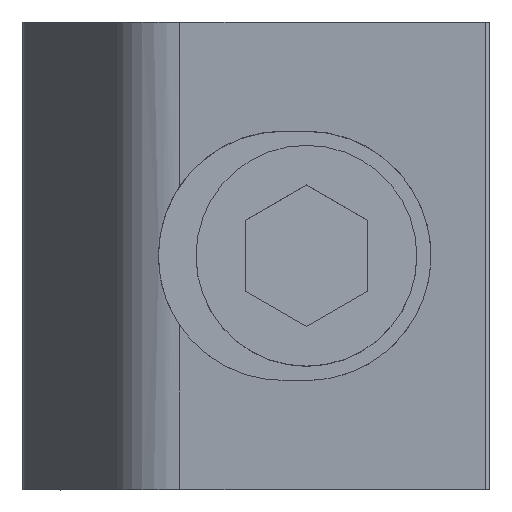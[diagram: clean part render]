
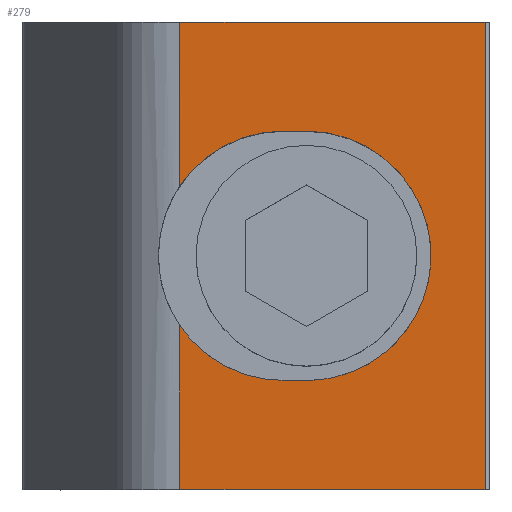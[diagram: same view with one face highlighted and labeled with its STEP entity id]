
A CAD part, top view. The second image highlights one B-rep face of the part: STEP entity #279.
In plain terms, the highlighted planar face has unit normal (-0.088, 0, 0.996).
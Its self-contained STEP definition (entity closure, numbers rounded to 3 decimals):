
#48 = CARTESIAN_POINT ( 'NONE',  ( -10.317, -5.697, 23.844 ) ) ;
#78 = CARTESIAN_POINT ( 'NONE',  ( -8.387, -8.547, 24.014 ) ) ;
#107 = VERTEX_POINT ( 'NONE', #639 ) ;
#119 = DIRECTION ( 'NONE',  ( 0.088, 0., -0.996 ) ) ;
#136 = ORIENTED_EDGE ( 'NONE', *, *, #748, .T. ) ;
#148 = PLANE ( 'NONE',  #1129 ) ;
#162 = CARTESIAN_POINT ( 'NONE',  ( -10.317, 5.697, 23.844 ) ) ;
#168 = ORIENTED_EDGE ( 'NONE', *, *, #375, .T. ) ;
#207 = VERTEX_POINT ( 'NONE', #781 ) ;
#217 = VERTEX_POINT ( 'NONE', #650 ) ;
#228 = VERTEX_POINT ( 'NONE', #1345 ) ;
#236 = VECTOR ( 'NONE', #331, 1000. ) ;
#253 = CARTESIAN_POINT ( 'NONE',  ( 14.624, -19.05, 26.037 ) ) ;
#255 = EDGE_CURVE ( 'NONE', #995, #107, #1594, .T. ) ;
#279 = ADVANCED_FACE ( 'NONE', ( #548 ), #148, .F. ) ;
#280 = DIRECTION ( 'NONE',  ( 0., -1., 0. ) ) ;
#281 = CARTESIAN_POINT ( 'NONE',  ( -10.317, -19.05, 23.844 ) ) ;
#290 = CARTESIAN_POINT ( 'NONE',  ( -5.347, 10.16, 24.281 ) ) ;
#300 = CARTESIAN_POINT ( 'NONE',  ( 14.624, -10.16, 26.037 ) ) ;
#331 = DIRECTION ( 'NONE',  ( 0., -1., 0. ) ) ;
#371 = EDGE_CURVE ( 'NONE', #1316, #507, #926, .T. ) ;
#375 = EDGE_CURVE ( 'NONE', #507, #1628, #807, .T. ) ;
#388 = DIRECTION ( 'NONE',  ( 0., -1., 0. ) ) ;
#408 = CARTESIAN_POINT ( 'NONE',  ( -10.317, 19.05, 23.844 ) ) ;
#412 = CARTESIAN_POINT ( 'NONE',  ( 0., -10.16, 24.751 ) ) ;
#443 = EDGE_CURVE ( 'NONE', #995, #207, #1562, .T. ) ;
#457 = CARTESIAN_POINT ( 'NONE',  ( -5.347, -10.16, 24.281 ) ) ;
#481 = CARTESIAN_POINT ( 'NONE',  ( -10.317, -5.697, 23.844 ) ) ;
#504 =( BOUNDED_CURVE ( )  B_SPLINE_CURVE ( 3, ( #540, #1080, #1599, #412 ),
 .UNSPECIFIED., .F., .T. ) 
 B_SPLINE_CURVE_WITH_KNOTS ( ( 4, 4 ),
 ( 4.712, 7.854 ),
 .UNSPECIFIED. ) 
 CURVE ( )  GEOMETRIC_REPRESENTATION_ITEM ( )  RATIONAL_B_SPLINE_CURVE ( ( 1., 0.333, 0.333, 1. ) ) 
 REPRESENTATION_ITEM ( '' )  );
#507 = VERTEX_POINT ( 'NONE', #281 ) ;
#517 = ORIENTED_EDGE ( 'NONE', *, *, #443, .F. ) ;
#537 = CARTESIAN_POINT ( 'NONE',  ( 14.624, 19.05, 26.037 ) ) ;
#540 = CARTESIAN_POINT ( 'NONE',  ( 0., 10.16, 24.751 ) ) ;
#547 = VECTOR ( 'NONE', #1089, 1000. ) ;
#548 = FACE_OUTER_BOUND ( 'NONE', #731, .T. ) ;
#551 = LINE ( 'NONE', #300, #547 ) ;
#595 = CARTESIAN_POINT ( 'NONE',  ( 14.624, 19.05, 26.037 ) ) ;
#624 =( BOUNDED_CURVE ( )  B_SPLINE_CURVE ( 3, ( #744, #457, #78, #481 ),
 .UNSPECIFIED., .F., .T. ) 
 B_SPLINE_CURVE_WITH_KNOTS ( ( 4, 4 ),
 ( 1.571, 2.546 ),
 .UNSPECIFIED. ) 
 CURVE ( )  GEOMETRIC_REPRESENTATION_ITEM ( )  RATIONAL_B_SPLINE_CURVE ( ( 1., 0.922, 0.922, 1. ) ) 
 REPRESENTATION_ITEM ( '' )  );
#631 = ORIENTED_EDGE ( 'NONE', *, *, #837, .T. ) ;
#636 =( BOUNDED_CURVE ( )  B_SPLINE_CURVE ( 3, ( #162, #857, #290, #1608 ),
 .UNSPECIFIED., .F., .T. ) 
 B_SPLINE_CURVE_WITH_KNOTS ( ( 4, 4 ),
 ( 3.737, 4.712 ),
 .UNSPECIFIED. ) 
 CURVE ( )  GEOMETRIC_REPRESENTATION_ITEM ( )  RATIONAL_B_SPLINE_CURVE ( ( 1., 0.922, 0.922, 1. ) ) 
 REPRESENTATION_ITEM ( '' )  );
#639 = CARTESIAN_POINT ( 'NONE',  ( -10.317, 5.697, 23.844 ) ) ;
#643 = CARTESIAN_POINT ( 'NONE',  ( 14.624, -19.05, 26.037 ) ) ;
#650 = CARTESIAN_POINT ( 'NONE',  ( 0., -10.16, 24.751 ) ) ;
#703 = ORIENTED_EDGE ( 'NONE', *, *, #255, .T. ) ;
#708 = VECTOR ( 'NONE', #388, 1000. ) ;
#712 = EDGE_CURVE ( 'NONE', #207, #1628, #1520, .T. ) ;
#731 = EDGE_LOOP ( 'NONE', ( #1412, #631, #1115, #168, #747, #517, #703, #1539, #136, #1016 ) ) ;
#744 = CARTESIAN_POINT ( 'NONE',  ( -1.905, -10.16, 24.584 ) ) ;
#747 = ORIENTED_EDGE ( 'NONE', *, *, #712, .F. ) ;
#748 = EDGE_CURVE ( 'NONE', #1145, #847, #1010, .T. ) ;
#781 = CARTESIAN_POINT ( 'NONE',  ( 14.624, 19.05, 26.037 ) ) ;
#792 = DIRECTION ( 'NONE',  ( 0.996, 0., 0.088 ) ) ;
#807 = LINE ( 'NONE', #253, #1671 ) ;
#837 = EDGE_CURVE ( 'NONE', #228, #1316, #624, .T. ) ;
#847 = VERTEX_POINT ( 'NONE', #996 ) ;
#857 = CARTESIAN_POINT ( 'NONE',  ( -8.387, 8.547, 24.014 ) ) ;
#880 = CARTESIAN_POINT ( 'NONE',  ( 14.624, 10.16, 26.037 ) ) ;
#907 = VECTOR ( 'NONE', #280, 1000. ) ;
#926 = LINE ( 'NONE', #1204, #708 ) ;
#995 = VERTEX_POINT ( 'NONE', #408 ) ;
#996 = CARTESIAN_POINT ( 'NONE',  ( 0., 10.16, 24.751 ) ) ;
#1010 = LINE ( 'NONE', #880, #1405 ) ;
#1016 = ORIENTED_EDGE ( 'NONE', *, *, #1650, .T. ) ;
#1049 = VECTOR ( 'NONE', #1075, 1000. ) ;
#1075 = DIRECTION ( 'NONE',  ( 0.996, 0., 0.088 ) ) ;
#1080 = CARTESIAN_POINT ( 'NONE',  ( 20.32, 10.16, 26.537 ) ) ;
#1087 = DIRECTION ( 'NONE',  ( -0.996, 0., -0.088 ) ) ;
#1089 = DIRECTION ( 'NONE',  ( -0.996, 0., -0.088 ) ) ;
#1115 = ORIENTED_EDGE ( 'NONE', *, *, #371, .T. ) ;
#1129 = AXIS2_PLACEMENT_3D ( 'NONE', #1210, #119, #1087 ) ;
#1145 = VERTEX_POINT ( 'NONE', #1198 ) ;
#1180 = EDGE_CURVE ( 'NONE', #107, #1145, #636, .T. ) ;
#1198 = CARTESIAN_POINT ( 'NONE',  ( -1.905, 10.16, 24.584 ) ) ;
#1204 = CARTESIAN_POINT ( 'NONE',  ( -10.317, 19.05, 23.844 ) ) ;
#1210 = CARTESIAN_POINT ( 'NONE',  ( 14.624, 19.05, 26.037 ) ) ;
#1256 = EDGE_CURVE ( 'NONE', #217, #228, #551, .T. ) ;
#1316 = VERTEX_POINT ( 'NONE', #48 ) ;
#1345 = CARTESIAN_POINT ( 'NONE',  ( -1.905, -10.16, 24.584 ) ) ;
#1405 = VECTOR ( 'NONE', #1667, 1000. ) ;
#1412 = ORIENTED_EDGE ( 'NONE', *, *, #1256, .T. ) ;
#1471 = CARTESIAN_POINT ( 'NONE',  ( -10.317, 19.05, 23.844 ) ) ;
#1520 = LINE ( 'NONE', #595, #236 ) ;
#1539 = ORIENTED_EDGE ( 'NONE', *, *, #1180, .T. ) ;
#1562 = LINE ( 'NONE', #537, #1049 ) ;
#1594 = LINE ( 'NONE', #1471, #907 ) ;
#1599 = CARTESIAN_POINT ( 'NONE',  ( 20.32, -10.16, 26.537 ) ) ;
#1608 = CARTESIAN_POINT ( 'NONE',  ( -1.905, 10.16, 24.584 ) ) ;
#1628 = VERTEX_POINT ( 'NONE', #643 ) ;
#1650 = EDGE_CURVE ( 'NONE', #847, #217, #504, .T. ) ;
#1667 = DIRECTION ( 'NONE',  ( 0.996, 0., 0.088 ) ) ;
#1671 = VECTOR ( 'NONE', #792, 1000. ) ;
